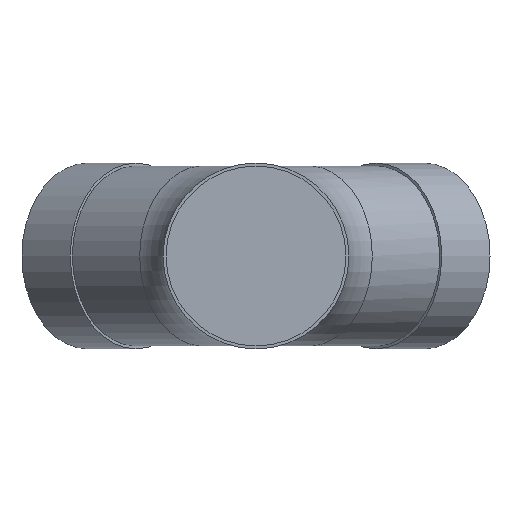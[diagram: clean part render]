
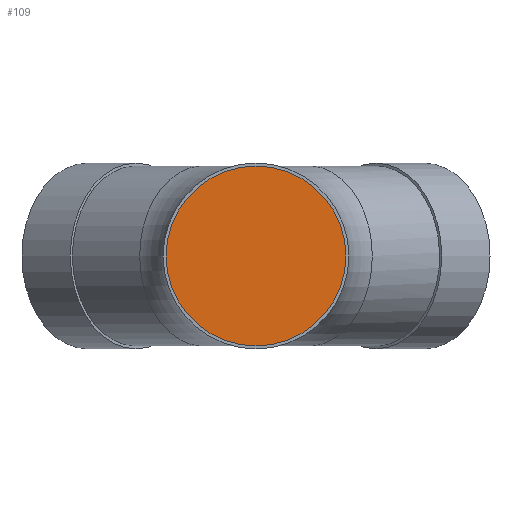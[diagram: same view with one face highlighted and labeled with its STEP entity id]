
A CAD part, front view. The second image highlights one B-rep face of the part: STEP entity #109.
In plain terms, the highlighted planar face has unit normal (0, -1, 0).
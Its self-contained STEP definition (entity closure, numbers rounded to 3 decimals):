
#109 = ADVANCED_FACE( '', ( #222 ), #223, .T. );
#222 = FACE_OUTER_BOUND( '', #326, .T. );
#223 = PLANE( '', #327 );
#326 = EDGE_LOOP( '', ( #470 ) );
#327 = AXIS2_PLACEMENT_3D( '', #471, #472, #473 );
#470 = ORIENTED_EDGE( '', *, *, #507, .T. );
#471 = CARTESIAN_POINT( '', ( 0., 40., 0. ) );
#472 = DIRECTION( '', ( 0., -1., 0. ) );
#473 = DIRECTION( '', ( 0., 0., -1. ) );
#507 = EDGE_CURVE( '', #564, #564, #565, .T. );
#564 = VERTEX_POINT( '', #642 );
#565 = CIRCLE( '', #643, 55. );
#642 = CARTESIAN_POINT( '', ( 0., 40., -55. ) );
#643 = AXIS2_PLACEMENT_3D( '', #833, #834, #835 );
#833 = CARTESIAN_POINT( '', ( 0., 40., 0. ) );
#834 = DIRECTION( '', ( 0., -1., 0. ) );
#835 = DIRECTION( '', ( 0., 0., -1. ) );
